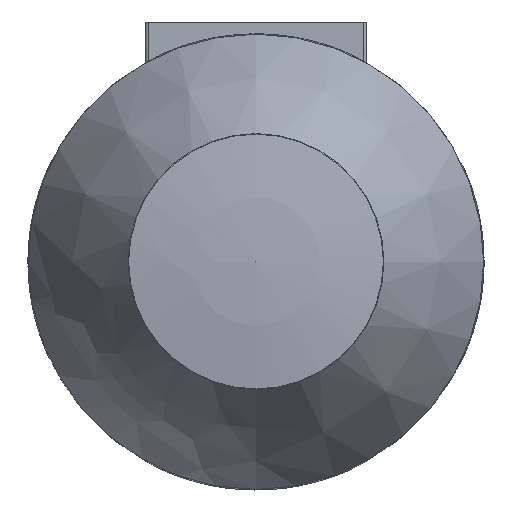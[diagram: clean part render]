
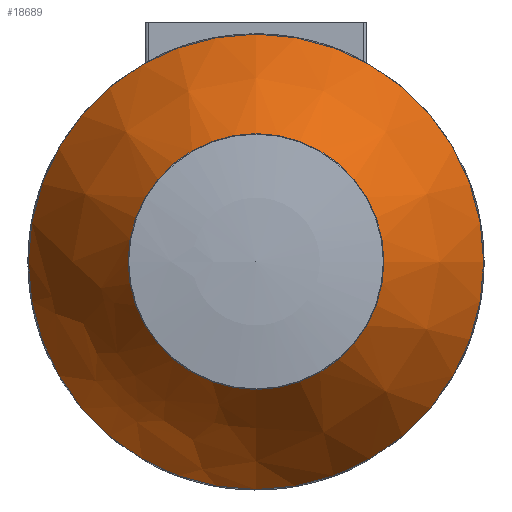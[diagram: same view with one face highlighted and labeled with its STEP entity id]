
A CAD part, top view. The second image highlights one B-rep face of the part: STEP entity #18689.
In plain terms, the highlighted free-form (B-spline) face has degree [2, 2] with [3, 9] control points.
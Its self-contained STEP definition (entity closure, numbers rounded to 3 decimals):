
#819=(
BOUNDED_SURFACE()
B_SPLINE_SURFACE(2,2,((#31031,#31032,#31033,#31034,#31035,#31036,#31037,
#31038,#31039),(#31040,#31041,#31042,#31043,#31044,#31045,#31046,#31047,
#31048),(#31049,#31050,#31051,#31052,#31053,#31054,#31055,#31056,#31057)),
 .UNSPECIFIED.,.F.,.T.,.F.)
B_SPLINE_SURFACE_WITH_KNOTS((3,3),(3,2,2,2,3),(0.382,0.646),
(-3.142,-1.571,0.,1.571,3.142),
 .UNSPECIFIED.)
GEOMETRIC_REPRESENTATION_ITEM()
RATIONAL_B_SPLINE_SURFACE(((1.,0.707,1.,0.707,1.,
0.707,1.,0.707,1.),(0.991,0.701,
0.991,0.701,0.991,0.701,
0.991,0.701,0.991),(1.,0.707,
1.,0.707,1.,0.707,1.,0.707,1.)))
REPRESENTATION_ITEM('')
SURFACE()
);
#1627=FACE_OUTER_BOUND('',#2794,.T.);
#2794=EDGE_LOOP('',(#13314,#13315,#13316,#13317,#13318,#13319,#13320));
#4186=CIRCLE('',#20227,73.978);
#4187=CIRCLE('',#20228,73.978);
#4189=CIRCLE('',#20230,73.978);
#4192=CIRCLE('',#20234,41.572);
#4193=CIRCLE('',#20235,41.572);
#4194=CIRCLE('',#20236,250.);
#8423=VERTEX_POINT('',#31018);
#8424=VERTEX_POINT('',#31019);
#8425=VERTEX_POINT('',#31021);
#8428=VERTEX_POINT('',#31058);
#8429=VERTEX_POINT('',#31059);
#10378=EDGE_CURVE('',#8423,#8424,#4186,.T.);
#10379=EDGE_CURVE('',#8424,#8425,#4187,.T.);
#10381=EDGE_CURVE('',#8425,#8423,#4189,.T.);
#10385=EDGE_CURVE('',#8428,#8429,#4192,.T.);
#10386=EDGE_CURVE('',#8429,#8428,#4193,.T.);
#10387=EDGE_CURVE('',#8429,#8424,#4194,.T.);
#13314=ORIENTED_EDGE('',*,*,#10385,.F.);
#13315=ORIENTED_EDGE('',*,*,#10386,.F.);
#13316=ORIENTED_EDGE('',*,*,#10387,.T.);
#13317=ORIENTED_EDGE('',*,*,#10378,.F.);
#13318=ORIENTED_EDGE('',*,*,#10381,.F.);
#13319=ORIENTED_EDGE('',*,*,#10379,.F.);
#13320=ORIENTED_EDGE('',*,*,#10387,.F.);
#18689=ADVANCED_FACE('',(#1627),#819,.F.);
#20227=AXIS2_PLACEMENT_3D('',#31020,#23009,#23010);
#20228=AXIS2_PLACEMENT_3D('',#31022,#23011,#23012);
#20230=AXIS2_PLACEMENT_3D('',#31024,#23015,#23016);
#20234=AXIS2_PLACEMENT_3D('',#31060,#23024,#23025);
#20235=AXIS2_PLACEMENT_3D('',#31061,#23026,#23027);
#20236=AXIS2_PLACEMENT_3D('',#31062,#23028,#23029);
#23009=DIRECTION('center_axis',(0.,0.,-1.));
#23010=DIRECTION('ref_axis',(0.,-1.,0.));
#23011=DIRECTION('center_axis',(0.,0.,-1.));
#23012=DIRECTION('ref_axis',(0.,-1.,0.));
#23015=DIRECTION('center_axis',(0.,0.,-1.));
#23016=DIRECTION('ref_axis',(0.,-1.,0.));
#23024=DIRECTION('center_axis',(0.,0.,1.));
#23025=DIRECTION('ref_axis',(1.,0.,0.));
#23026=DIRECTION('center_axis',(0.,0.,1.));
#23027=DIRECTION('ref_axis',(1.,0.,0.));
#23028=DIRECTION('center_axis',(1.,0.,0.));
#23029=DIRECTION('ref_axis',(0.,-1.,0.));
#31018=CARTESIAN_POINT('',(0.,73.978,11.554));
#31019=CARTESIAN_POINT('',(0.,-73.978,11.554));
#31020=CARTESIAN_POINT('Origin',(0.,0.,
11.554));
#31021=CARTESIAN_POINT('',(-73.978,0.,11.554));
#31022=CARTESIAN_POINT('Origin',(0.,0.,
11.554));
#31024=CARTESIAN_POINT('Origin',(0.,0.,
11.554));
#31031=CARTESIAN_POINT('Ctrl Pts',(0.,-73.978,
11.554));
#31032=CARTESIAN_POINT('Ctrl Pts',(73.978,-73.978,11.554));
#31033=CARTESIAN_POINT('Ctrl Pts',(73.978,0.,
11.554));
#31034=CARTESIAN_POINT('Ctrl Pts',(73.978,73.978,11.554));
#31035=CARTESIAN_POINT('Ctrl Pts',(0.,73.978,
11.554));
#31036=CARTESIAN_POINT('Ctrl Pts',(-73.978,73.978,11.554));
#31037=CARTESIAN_POINT('Ctrl Pts',(-73.978,0.,
11.554));
#31038=CARTESIAN_POINT('Ctrl Pts',(-73.978,-73.978,
11.554));
#31039=CARTESIAN_POINT('Ctrl Pts',(0.,-73.978,
11.554));
#31040=CARTESIAN_POINT('Ctrl Pts',(0.,-61.59,
42.399));
#31041=CARTESIAN_POINT('Ctrl Pts',(61.59,-61.59,42.399));
#31042=CARTESIAN_POINT('Ctrl Pts',(61.59,0.,
42.399));
#31043=CARTESIAN_POINT('Ctrl Pts',(61.59,61.59,42.399));
#31044=CARTESIAN_POINT('Ctrl Pts',(0.,61.59,
42.399));
#31045=CARTESIAN_POINT('Ctrl Pts',(-61.59,61.59,42.399));
#31046=CARTESIAN_POINT('Ctrl Pts',(-61.59,0.,
42.399));
#31047=CARTESIAN_POINT('Ctrl Pts',(-61.59,-61.59,
42.399));
#31048=CARTESIAN_POINT('Ctrl Pts',(0.,-61.59,
42.399));
#31049=CARTESIAN_POINT('Ctrl Pts',(0.,-41.572,
68.936));
#31050=CARTESIAN_POINT('Ctrl Pts',(41.572,-41.572,68.936));
#31051=CARTESIAN_POINT('Ctrl Pts',(41.572,0.,
68.936));
#31052=CARTESIAN_POINT('Ctrl Pts',(41.572,41.572,68.936));
#31053=CARTESIAN_POINT('Ctrl Pts',(0.,41.572,
68.936));
#31054=CARTESIAN_POINT('Ctrl Pts',(-41.572,41.572,68.936));
#31055=CARTESIAN_POINT('Ctrl Pts',(-41.572,0.,
68.936));
#31056=CARTESIAN_POINT('Ctrl Pts',(-41.572,-41.572,68.936));
#31057=CARTESIAN_POINT('Ctrl Pts',(0.,-41.572,
68.936));
#31058=CARTESIAN_POINT('',(41.572,0.,68.936));
#31059=CARTESIAN_POINT('',(0.,-41.572,68.936));
#31060=CARTESIAN_POINT('Origin',(0.,0.,
68.936));
#31061=CARTESIAN_POINT('Origin',(0.,0.,
68.936));
#31062=CARTESIAN_POINT('Origin',(0.,158.01,
-81.619));
